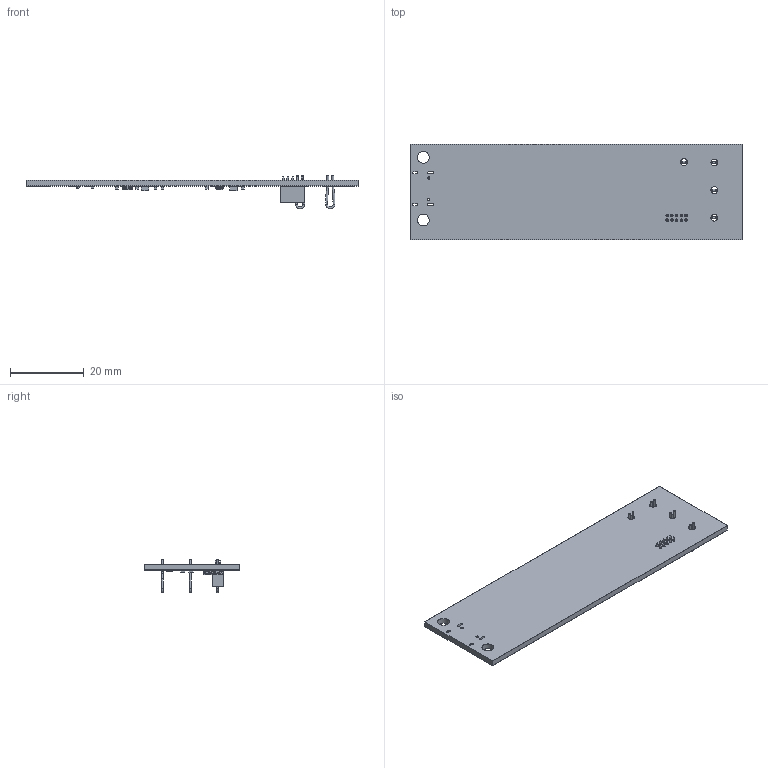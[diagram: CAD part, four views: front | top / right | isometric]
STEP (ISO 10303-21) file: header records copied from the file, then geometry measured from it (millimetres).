
FILE_DESCRIPTION(('KiCad electronic assembly'),'2;1');
FILE_NAME('kinect.step','2025-06-29T22:02:19',('Pcbnew'),('Kicad'), 'Open CASCADE STEP processor 7.8','KiCad to STEP converter','Unknown' );
FILE_SCHEMA(('AUTOMOTIVE_DESIGN { 1 0 10303 214 1 1 1 1 }'));
Length unit declared in the file: millimetre
Products named in the file (12): kinect 1; PinSocket_2x05_P1.27mm_Vertical; TSOT-23-6; C_0603_1608Metric; TestPoint_Loop_D2.50mm_Drill1.85mm; D_SOD-523; TSOT-23-5; R_0603_1608Metric; L_1008_2520Metric; kinect_silkscreen; kinect_soldermask; kinect_PCB
Assembly tree (22 placements, depth 2):
  kinect 1
    PinSocket_2x05_P1.27mm_Vertical
    TSOT-23-6
    C_0603_1608Metric  x6
    TestPoint_Loop_D2.50mm_Drill1.85mm  x4
    D_SOD-523  x2
    TSOT-23-5
    R_0603_1608Metric  x2
    L_1008_2520Metric  x2
    kinect_silkscreen
    kinect_soldermask
    kinect_PCB
Bounding box: 90 x 26 x 9.15 mm (x, y, z)
Volume: 3598.7 mm3; surface area: 10242.1 mm2
Topology: 20 solids, 146 shells, 1027 faces, 4070 edges, 3247 vertices
Faces by surface type: plane 746, cylinder 190, bspline 87, torus 4
Full cylindrical faces by diameter (mm): 0.5 x8, 0.65 x2, 0.7 x10, 1.85 x4, 3.2 x2
Entity records: 43241 total; most frequent: CARTESIAN_POINT 7937, DIRECTION 5624, ORIENTED_EDGE 5173, EDGE_CURVE 3477, VERTEX_POINT 2861, LINE 2644, VECTOR 2644, AXIS2_PLACEMENT_3D 1490
